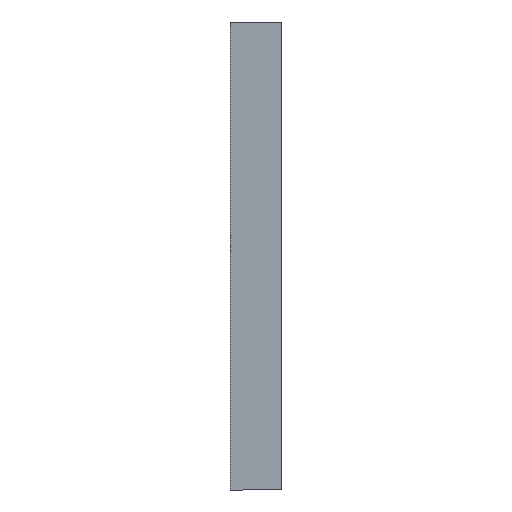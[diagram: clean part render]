
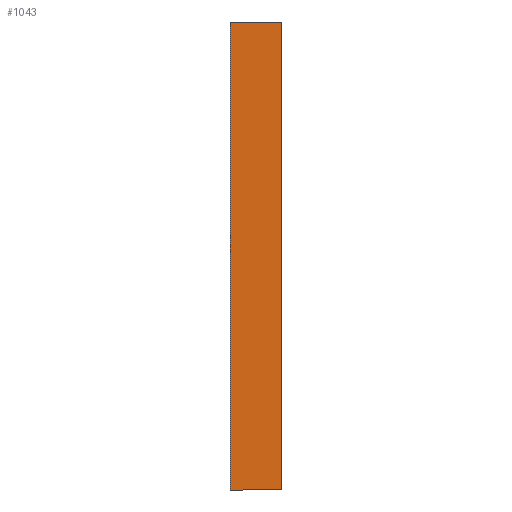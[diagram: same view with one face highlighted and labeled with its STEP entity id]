
A CAD part, left-side view. The second image highlights one B-rep face of the part: STEP entity #1043.
In plain terms, the highlighted planar face has unit normal (-1, 0, 0).
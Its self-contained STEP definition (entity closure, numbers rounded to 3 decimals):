
#33 = VERTEX_POINT('',#34);
#34 = CARTESIAN_POINT('',(0.,0.,0.));
#43 = PLANE('',#44);
#44 = AXIS2_PLACEMENT_3D('',#45,#46,#47);
#45 = CARTESIAN_POINT('',(0.,0.,0.));
#46 = DIRECTION('',(0.,1.,0.));
#47 = DIRECTION('',(1.,0.,0.));
#55 = PLANE('',#56);
#56 = AXIS2_PLACEMENT_3D('',#57,#58,#59);
#57 = CARTESIAN_POINT('',(0.,0.,0.));
#58 = DIRECTION('',(0.,0.,-1.));
#59 = DIRECTION('',(0.,1.,0.));
#67 = EDGE_CURVE('',#33,#68,#70,.T.);
#68 = VERTEX_POINT('',#69);
#69 = CARTESIAN_POINT('',(0.,0.,10.));
#70 = SURFACE_CURVE('',#71,(#75,#82),.PCURVE_S1.);
#71 = LINE('',#72,#73);
#72 = CARTESIAN_POINT('',(0.,0.,0.));
#73 = VECTOR('',#74,1.);
#74 = DIRECTION('',(0.,0.,1.));
#75 = PCURVE('',#43,#76);
#76 = DEFINITIONAL_REPRESENTATION('',(#77),#81);
#77 = LINE('',#78,#79);
#78 = CARTESIAN_POINT('',(0.,0.));
#79 = VECTOR('',#80,1.);
#80 = DIRECTION('',(0.,-1.));
#81 = ( GEOMETRIC_REPRESENTATION_CONTEXT(2) 
PARAMETRIC_REPRESENTATION_CONTEXT() REPRESENTATION_CONTEXT('2D SPACE',''
  ) );
#82 = PCURVE('',#83,#88);
#83 = PLANE('',#84);
#84 = AXIS2_PLACEMENT_3D('',#85,#86,#87);
#85 = CARTESIAN_POINT('',(0.,90.7,0.));
#86 = DIRECTION('',(1.,0.,0.));
#87 = DIRECTION('',(0.,-1.,0.));
#88 = DEFINITIONAL_REPRESENTATION('',(#89),#93);
#89 = LINE('',#90,#91);
#90 = CARTESIAN_POINT('',(90.7,0.));
#91 = VECTOR('',#92,1.);
#92 = DIRECTION('',(0.,-1.));
#93 = ( GEOMETRIC_REPRESENTATION_CONTEXT(2) 
PARAMETRIC_REPRESENTATION_CONTEXT() REPRESENTATION_CONTEXT('2D SPACE',''
  ) );
#111 = PLANE('',#112);
#112 = AXIS2_PLACEMENT_3D('',#113,#114,#115);
#113 = CARTESIAN_POINT('',(0.,0.,10.));
#114 = DIRECTION('',(0.,0.,-1.));
#115 = DIRECTION('',(0.,1.,0.));
#153 = EDGE_CURVE('',#154,#33,#156,.T.);
#154 = VERTEX_POINT('',#155);
#155 = CARTESIAN_POINT('',(0.,90.7,0.));
#156 = SURFACE_CURVE('',#157,(#161,#168),.PCURVE_S1.);
#157 = LINE('',#158,#159);
#158 = CARTESIAN_POINT('',(0.,90.7,0.));
#159 = VECTOR('',#160,1.);
#160 = DIRECTION('',(0.,-1.,0.));
#161 = PCURVE('',#55,#162);
#162 = DEFINITIONAL_REPRESENTATION('',(#163),#167);
#163 = LINE('',#164,#165);
#164 = CARTESIAN_POINT('',(90.7,0.));
#165 = VECTOR('',#166,1.);
#166 = DIRECTION('',(-1.,0.));
#167 = ( GEOMETRIC_REPRESENTATION_CONTEXT(2) 
PARAMETRIC_REPRESENTATION_CONTEXT() REPRESENTATION_CONTEXT('2D SPACE',''
  ) );
#168 = PCURVE('',#83,#169);
#169 = DEFINITIONAL_REPRESENTATION('',(#170),#174);
#170 = LINE('',#171,#172);
#171 = CARTESIAN_POINT('',(0.,0.));
#172 = VECTOR('',#173,1.);
#173 = DIRECTION('',(1.,0.));
#174 = ( GEOMETRIC_REPRESENTATION_CONTEXT(2) 
PARAMETRIC_REPRESENTATION_CONTEXT() REPRESENTATION_CONTEXT('2D SPACE',''
  ) );
#192 = PLANE('',#193);
#193 = AXIS2_PLACEMENT_3D('',#194,#195,#196);
#194 = CARTESIAN_POINT('',(560.,90.7,0.));
#195 = DIRECTION('',(0.,-1.,0.));
#196 = DIRECTION('',(-1.,0.,0.));
#665 = EDGE_CURVE('',#666,#68,#668,.T.);
#666 = VERTEX_POINT('',#667);
#667 = CARTESIAN_POINT('',(0.,90.7,10.));
#668 = SURFACE_CURVE('',#669,(#673,#680),.PCURVE_S1.);
#669 = LINE('',#670,#671);
#670 = CARTESIAN_POINT('',(0.,90.7,10.));
#671 = VECTOR('',#672,1.);
#672 = DIRECTION('',(0.,-1.,0.));
#673 = PCURVE('',#111,#674);
#674 = DEFINITIONAL_REPRESENTATION('',(#675),#679);
#675 = LINE('',#676,#677);
#676 = CARTESIAN_POINT('',(90.7,0.));
#677 = VECTOR('',#678,1.);
#678 = DIRECTION('',(-1.,0.));
#679 = ( GEOMETRIC_REPRESENTATION_CONTEXT(2) 
PARAMETRIC_REPRESENTATION_CONTEXT() REPRESENTATION_CONTEXT('2D SPACE',''
  ) );
#680 = PCURVE('',#83,#681);
#681 = DEFINITIONAL_REPRESENTATION('',(#682),#686);
#682 = LINE('',#683,#684);
#683 = CARTESIAN_POINT('',(0.,-10.));
#684 = VECTOR('',#685,1.);
#685 = DIRECTION('',(1.,0.));
#686 = ( GEOMETRIC_REPRESENTATION_CONTEXT(2) 
PARAMETRIC_REPRESENTATION_CONTEXT() REPRESENTATION_CONTEXT('2D SPACE',''
  ) );
#1043 = ADVANCED_FACE('',(#1044),#83,.F.);
#1044 = FACE_BOUND('',#1045,.F.);
#1045 = EDGE_LOOP('',(#1046,#1067,#1068,#1069));
#1046 = ORIENTED_EDGE('',*,*,#1047,.T.);
#1047 = EDGE_CURVE('',#154,#666,#1048,.T.);
#1048 = SURFACE_CURVE('',#1049,(#1053,#1060),.PCURVE_S1.);
#1049 = LINE('',#1050,#1051);
#1050 = CARTESIAN_POINT('',(0.,90.7,0.));
#1051 = VECTOR('',#1052,1.);
#1052 = DIRECTION('',(0.,0.,1.));
#1053 = PCURVE('',#83,#1054);
#1054 = DEFINITIONAL_REPRESENTATION('',(#1055),#1059);
#1055 = LINE('',#1056,#1057);
#1056 = CARTESIAN_POINT('',(0.,0.));
#1057 = VECTOR('',#1058,1.);
#1058 = DIRECTION('',(0.,-1.));
#1059 = ( GEOMETRIC_REPRESENTATION_CONTEXT(2) 
PARAMETRIC_REPRESENTATION_CONTEXT() REPRESENTATION_CONTEXT('2D SPACE',''
  ) );
#1060 = PCURVE('',#192,#1061);
#1061 = DEFINITIONAL_REPRESENTATION('',(#1062),#1066);
#1062 = LINE('',#1063,#1064);
#1063 = CARTESIAN_POINT('',(560.,0.));
#1064 = VECTOR('',#1065,1.);
#1065 = DIRECTION('',(0.,-1.));
#1066 = ( GEOMETRIC_REPRESENTATION_CONTEXT(2) 
PARAMETRIC_REPRESENTATION_CONTEXT() REPRESENTATION_CONTEXT('2D SPACE',''
  ) );
#1067 = ORIENTED_EDGE('',*,*,#665,.T.);
#1068 = ORIENTED_EDGE('',*,*,#67,.F.);
#1069 = ORIENTED_EDGE('',*,*,#153,.F.);
